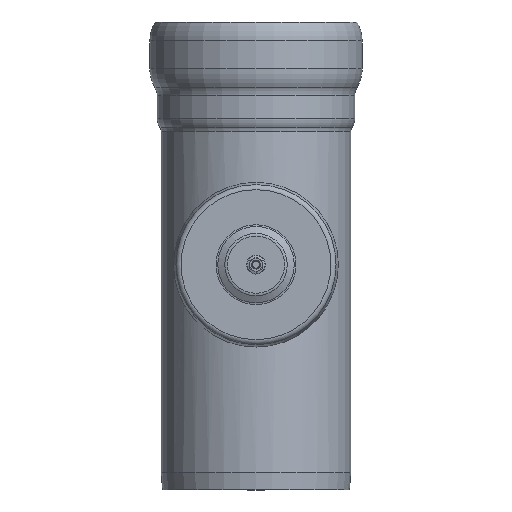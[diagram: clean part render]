
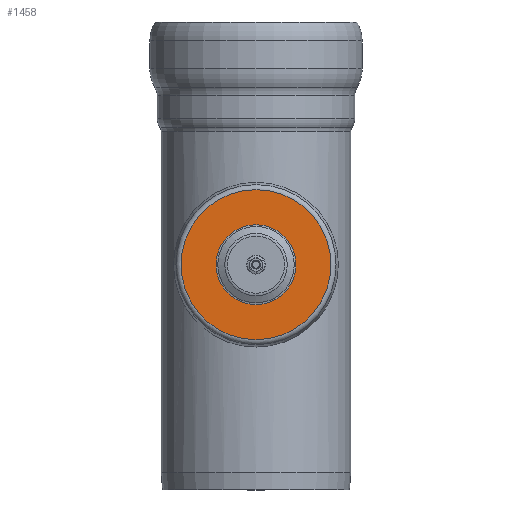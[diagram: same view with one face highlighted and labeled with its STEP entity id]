
A CAD part, left-side view. The second image highlights one B-rep face of the part: STEP entity #1458.
In plain terms, the highlighted planar face has unit normal (-1, 0, 0).
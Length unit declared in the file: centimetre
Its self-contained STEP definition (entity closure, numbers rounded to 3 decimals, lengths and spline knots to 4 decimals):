
#68=FACE_BOUND('',#441,.T.);
#83=PLANE('',#1664);
#198=CIRCLE('',#1663,46.0718);
#199=CIRCLE('',#1665,86.5155);
#331=FACE_OUTER_BOUND('',#440,.T.);
#440=EDGE_LOOP('',(#1210));
#441=EDGE_LOOP('',(#1211));
#686=VERTEX_POINT('',#3074);
#687=VERTEX_POINT('',#3078);
#868=EDGE_CURVE('',#686,#686,#198,.T.);
#869=EDGE_CURVE('',#687,#687,#199,.T.);
#1210=ORIENTED_EDGE('',*,*,#869,.F.);
#1211=ORIENTED_EDGE('',*,*,#868,.T.);
#1458=ADVANCED_FACE('',(#331,#68),#83,.T.);
#1663=AXIS2_PLACEMENT_3D('',#3076,#2082,#2083);
#1664=AXIS2_PLACEMENT_3D('',#3077,#2084,#2085);
#1665=AXIS2_PLACEMENT_3D('',#3079,#2086,#2087);
#2082=DIRECTION('center_axis',(1.,0.,0.));
#2083=DIRECTION('ref_axis',(0.,0.,1.));
#2084=DIRECTION('center_axis',(-1.,0.,0.));
#2085=DIRECTION('ref_axis',(0.,-1.,0.));
#2086=DIRECTION('center_axis',(1.,0.,0.));
#2087=DIRECTION('ref_axis',(0.,0.,1.));
#3074=CARTESIAN_POINT('',(-166.5,-46.0718,260.));
#3076=CARTESIAN_POINT('Origin',(-166.5,0.,
260.));
#3077=CARTESIAN_POINT('Origin',(-166.5,0.,
346.5155));
#3078=CARTESIAN_POINT('',(-166.5,-86.5155,260.));
#3079=CARTESIAN_POINT('Origin',(-166.5,0.,
260.));
